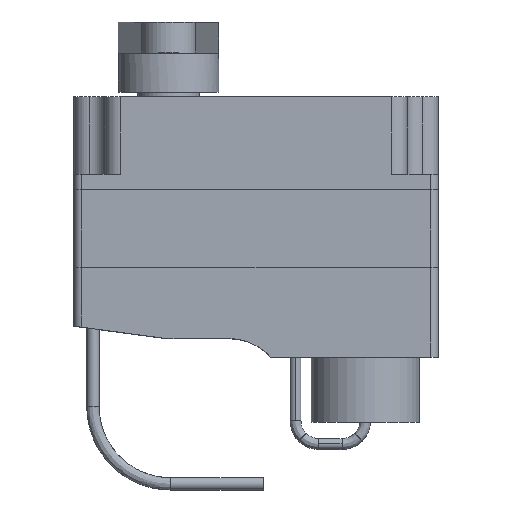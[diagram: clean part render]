
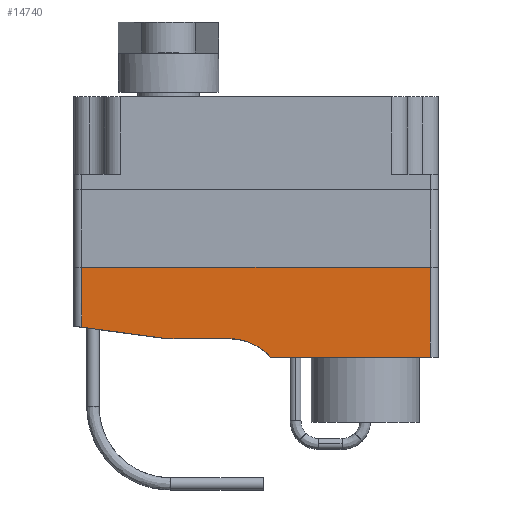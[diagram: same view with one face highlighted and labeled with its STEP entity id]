
A CAD part, top view. The second image highlights one B-rep face of the part: STEP entity #14740.
In plain terms, the highlighted planar face has unit normal (0, 0, 1).
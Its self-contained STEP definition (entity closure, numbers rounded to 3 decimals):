
#11530=CARTESIAN_POINT('',(11.25,-2.7,4.));
#11540=VERTEX_POINT('',#11530);
#11570=CARTESIAN_POINT('',(11.25,-2.7,4.));
#11580=DIRECTION('',(-1.,0.,0.));
#11590=VECTOR('',#11580,1.);
#11600=LINE('',#11570,#11590);
#11610=CARTESIAN_POINT('',(-11.25,-2.7,4.));
#11620=VERTEX_POINT('',#11610);
#11630=EDGE_CURVE('',#11540,#11620,#11600,.T.);
#14060=CARTESIAN_POINT('',(11.25,-8.5,4.));
#14070=VERTEX_POINT('',#14060);
#14100=CARTESIAN_POINT('',(11.25,-2.7,4.));
#14110=DIRECTION('',(0.,-1.,0.));
#14120=VECTOR('',#14110,1.);
#14130=LINE('',#14100,#14120);
#14140=EDGE_CURVE('',#11540,#14070,#14130,.T.);
#14260=CARTESIAN_POINT('',(-11.75,-8.3,4.));
#14270=DIRECTION('',(0.,0.,1.));
#14280=DIRECTION('',(1.,0.,0.));
#14290=AXIS2_PLACEMENT_3D('',#14260,#14270,#14280);
#14300=PLANE('',#14290);
#14310=CARTESIAN_POINT('',(-1.75,-7.3,4.));
#14320=DIRECTION('',(-1.,0.,0.));
#14330=VECTOR('',#14320,1.);
#14340=LINE('',#14310,#14330);
#14350=CARTESIAN_POINT('',(-1.75,-7.3,4.));
#14360=VERTEX_POINT('',#14350);
#14370=CARTESIAN_POINT('',(-5.75,-7.3,4.));
#14380=VERTEX_POINT('',#14370);
#14390=EDGE_CURVE('',#14360,#14380,#14340,.T.);
#14400=ORIENTED_EDGE('',*,*,#14390,.F.);
#14410=CARTESIAN_POINT('',(-11.25,-6.567,4.));
#14420=DIRECTION('',(0.991,-0.132,0.));
#14430=VECTOR('',#14420,1.);
#14440=LINE('',#14410,#14430);
#14450=CARTESIAN_POINT('',(-11.25,-6.567,4.));
#14460=VERTEX_POINT('',#14450);
#14470=EDGE_CURVE('',#14460,#14380,#14440,.T.);
#14480=ORIENTED_EDGE('',*,*,#14470,.T.);
#14490=CARTESIAN_POINT('',(-11.25,-6.567,4.));
#14500=DIRECTION('',(0.,1.,0.));
#14510=VECTOR('',#14500,1.);
#14520=LINE('',#14490,#14510);
#14530=EDGE_CURVE('',#14460,#11620,#14520,.T.);
#14540=ORIENTED_EDGE('',*,*,#14530,.F.);
#14550=ORIENTED_EDGE('',*,*,#11630,.T.);
#14560=ORIENTED_EDGE('',*,*,#14140,.F.);
#14570=CARTESIAN_POINT('',(11.25,-8.5,4.));
#14580=DIRECTION('',(-1.,0.,0.));
#14590=VECTOR('',#14580,1.);
#14600=LINE('',#14570,#14590);
#14610=CARTESIAN_POINT('',(0.944,-8.5,4.));
#14620=VERTEX_POINT('',#14610);
#14630=EDGE_CURVE('',#14070,#14620,#14600,.T.);
#14640=ORIENTED_EDGE('',*,*,#14630,.F.);
#14650=CARTESIAN_POINT('',(-1.75,-10.925,4.));
#14660=DIRECTION('',(0.,0.,-1.));
#14670=DIRECTION('',(-1.,0.,0.));
#14680=AXIS2_PLACEMENT_3D('',#14650,#14660,#14670);
#14690=CIRCLE('',#14680,3.625);
#14700=EDGE_CURVE('',#14360,#14620,#14690,.T.);
#14710=ORIENTED_EDGE('',*,*,#14700,.T.);
#14720=EDGE_LOOP('',(#14710,#14640,#14560,#14550,#14540,#14480,#14400));
#14730=FACE_OUTER_BOUND('',#14720,.T.);
#14740=ADVANCED_FACE('',(#14730),#14300,.T.);
